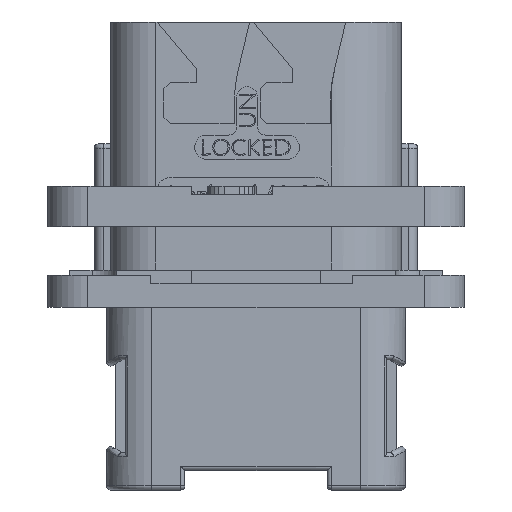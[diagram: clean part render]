
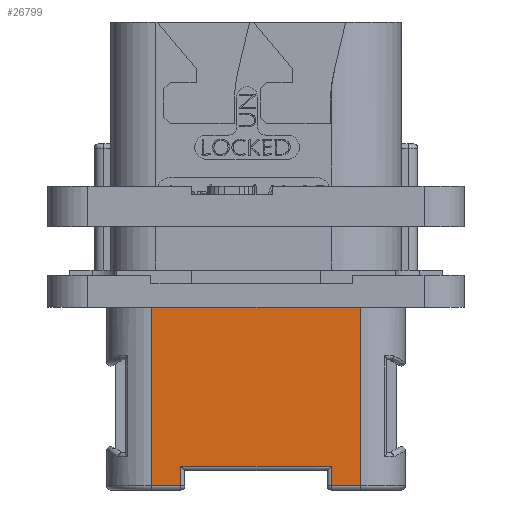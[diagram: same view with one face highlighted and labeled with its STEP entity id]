
A CAD part, left-side view. The second image highlights one B-rep face of the part: STEP entity #26799.
In plain terms, the highlighted planar face has unit normal (-1, 0, 0).
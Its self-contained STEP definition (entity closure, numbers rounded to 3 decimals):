
#3136=DIRECTION('',(0.,1.,0.));
#3137=VECTOR('',#3136,12.9);
#3138=CARTESIAN_POINT('',(-9.25,-6.45,0.));
#3139=LINE('',#3138,#3137);
#3400=DIRECTION('',(0.,1.,0.));
#3401=VECTOR('',#3400,9.294);
#3402=CARTESIAN_POINT('',(-9.25,-4.647,-9.85));
#3403=LINE('',#3402,#3401);
#3404=DIRECTION('',(0.,1.,0.));
#3405=VECTOR('',#3404,1.803);
#3406=CARTESIAN_POINT('',(-9.25,4.647,-11.05));
#3407=LINE('',#3406,#3405);
#3408=DIRECTION('',(0.,0.,1.));
#3409=VECTOR('',#3408,11.05);
#3410=CARTESIAN_POINT('',(-9.25,6.45,-11.05));
#3411=LINE('',#3410,#3409);
#3412=DIRECTION('',(0.,0.,1.));
#3413=VECTOR('',#3412,11.05);
#3414=CARTESIAN_POINT('',(-9.25,-6.45,-11.05));
#3415=LINE('',#3414,#3413);
#3416=DIRECTION('',(0.,1.,0.));
#3417=VECTOR('',#3416,1.803);
#3418=CARTESIAN_POINT('',(-9.25,-6.45,-11.05));
#3419=LINE('',#3418,#3417);
#3445=DIRECTION('',(0.,0.,-1.));
#3446=VECTOR('',#3445,1.2);
#3447=CARTESIAN_POINT('',(-9.25,-4.647,-9.85));
#3448=LINE('',#3447,#3446);
#8312=DIRECTION('',(0.,0.,1.));
#8313=VECTOR('',#8312,1.2);
#8314=CARTESIAN_POINT('',(-9.25,4.647,-11.05));
#8315=LINE('',#8314,#8313);
#20601=CARTESIAN_POINT('',(-9.25,-6.45,0.));
#20602=CARTESIAN_POINT('',(-9.25,6.45,0.));
#20603=VERTEX_POINT('',#20601);
#20604=VERTEX_POINT('',#20602);
#20701=CARTESIAN_POINT('',(-9.25,-6.45,-11.05));
#20702=VERTEX_POINT('',#20701);
#20705=CARTESIAN_POINT('',(-9.25,-4.647,-11.05));
#20706=VERTEX_POINT('',#20705);
#20722=CARTESIAN_POINT('',(-9.25,4.647,-11.05));
#20724=VERTEX_POINT('',#20722);
#20727=CARTESIAN_POINT('',(-9.25,6.45,-11.05));
#20728=VERTEX_POINT('',#20727);
#21156=CARTESIAN_POINT('',(-9.25,-4.647,-9.85));
#21157=CARTESIAN_POINT('',(-9.25,4.647,-9.85));
#21158=VERTEX_POINT('',#21156);
#21159=VERTEX_POINT('',#21157);
#26777=CARTESIAN_POINT('',(-9.25,-9.25,0.));
#26778=DIRECTION('',(-1.,0.,0.));
#26779=DIRECTION('',(0.,1.,0.));
#26780=AXIS2_PLACEMENT_3D('',#26777,#26778,#26779);
#26781=PLANE('',#26780);
#26783=ORIENTED_EDGE('',*,*,#26782,.T.);
#26785=ORIENTED_EDGE('',*,*,#26784,.F.);
#26787=ORIENTED_EDGE('',*,*,#26786,.T.);
#26789=ORIENTED_EDGE('',*,*,#26788,.T.);
#26790=ORIENTED_EDGE('',*,*,#26205,.F.);
#26792=ORIENTED_EDGE('',*,*,#26791,.F.);
#26794=ORIENTED_EDGE('',*,*,#26793,.T.);
#26796=ORIENTED_EDGE('',*,*,#26795,.F.);
#26797=EDGE_LOOP('',(#26783,#26785,#26787,#26789,#26790,#26792,#26794,#26796));
#26798=FACE_OUTER_BOUND('',#26797,.F.);
#26799=ADVANCED_FACE('',(#26798),#26781,.T.);
#26205=EDGE_CURVE('',#20603,#20604,#3139,.T.);
#26782=EDGE_CURVE('',#21158,#21159,#3403,.T.);
#26784=EDGE_CURVE('',#20724,#21159,#8315,.T.);
#26786=EDGE_CURVE('',#20724,#20728,#3407,.T.);
#26788=EDGE_CURVE('',#20728,#20604,#3411,.T.);
#26791=EDGE_CURVE('',#20702,#20603,#3415,.T.);
#26793=EDGE_CURVE('',#20702,#20706,#3419,.T.);
#26795=EDGE_CURVE('',#21158,#20706,#3448,.T.);
